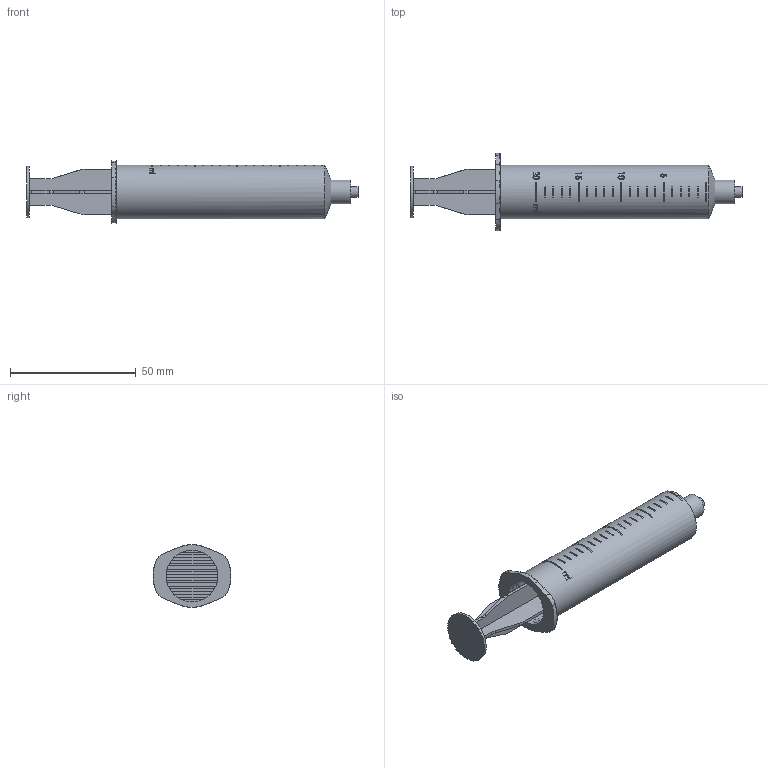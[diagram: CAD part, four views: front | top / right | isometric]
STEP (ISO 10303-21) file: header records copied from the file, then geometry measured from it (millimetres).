
FILE_DESCRIPTION(/* description */ ('STEP AP214'),/* implementation_level */ '2;1');
FILE_NAME(/* name */ '00_Syringe 20 ml_threaded.ipt.step',/* time_stamp */ '2022-11-29T07:52:21+01:00',/* author */ (''),/* organization */ (''),/* preprocessor_version */ 'ST-DEVELOPER v18.1',/* originating_system */ 'Autodesk Inventor 2022',/* authorisation */ '');
FILE_SCHEMA (('AUTOMOTIVE_DESIGN { 1 0 10303 214 3 1 1 }'));
Length unit declared in the file: millimetre
Products named in the file (1): 00_Syringe 20 ml_threaded
Bounding box: 132.06 x 31 x 24.94 mm (x, y, z)
Volume: 12548.8 mm3; surface area: 22258.8 mm2
Topology: 3 solids, 3 shells, 571 faces, 1620 edges, 1052 vertices
Faces by surface type: plane 334, bspline 113, cylinder 88, cone 26, torus 10
Full cylindrical faces by diameter (mm): 1.9 x1, 4.1 x1, 7 x4, 8.353 x3, 9.4 x1, 10 x1, 14 x2, 18.4 x1, 19 x1, 19.2 x1, 19.4 x3, 20.5 x1, 21.4 x1
Entity records: 36763 total; most frequent: CARTESIAN_POINT 21994, ORIENTED_EDGE 3234, DIRECTION 2779, EDGE_CURVE 1617, VERTEX_POINT 1052, AXIS2_PLACEMENT_3D 940, LINE 899, VECTOR 899
